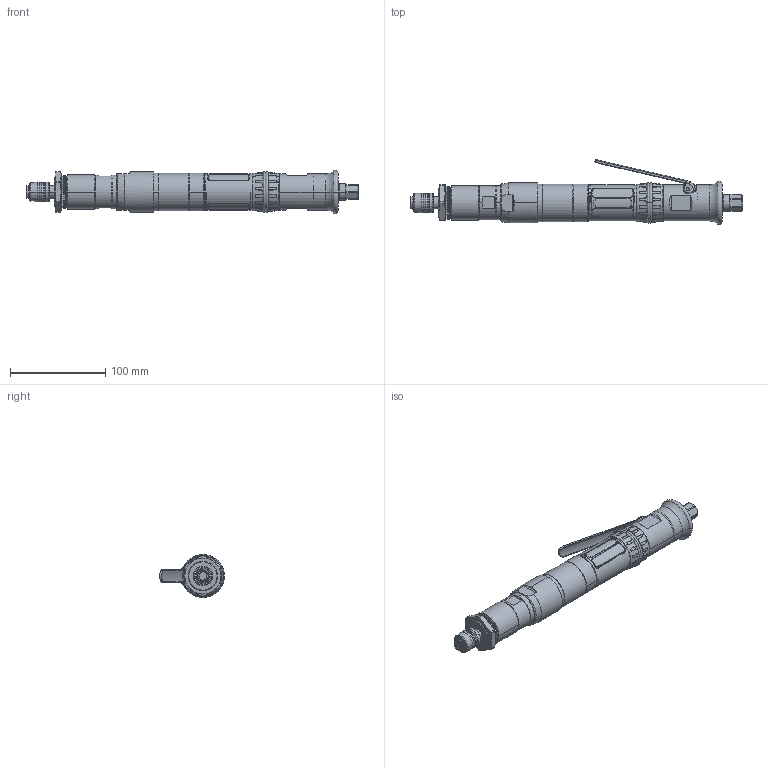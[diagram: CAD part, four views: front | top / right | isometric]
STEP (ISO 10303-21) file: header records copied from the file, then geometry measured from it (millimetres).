
FILE_DESCRIPTION((''),'2;1');
FILE_NAME('AA23LB-11','2010-08-27T',('FDR0718'),(''),'PRO/ENGINEER BY PARAMETRIC TECHNOLOGY CORPORATION, 2005030','PRO/ENGINEER BY PARAMETRIC TECHNOLOGY CORPORATION, 2005030','');
FILE_SCHEMA(('CONFIG_CONTROL_DESIGN'));
Products named in the file (1): AA23LB-11
Bounding box: 349.4 x 68.33 x 45.42 mm (x, y, z)
Volume: 171783 mm3; surface area: 119457.4 mm2
Topology: 6 solids, 6 shells, 1846 faces, 5007 edges, 3212 vertices
Faces by surface type: plane 706, cylinder 672, cone 192, torus 120, bspline 108, extrusion 48
Entity records: 103975 total; most frequent: CARTESIAN_POINT 58943, ORIENTED_EDGE 10006, DIRECTION 8774, EDGE_CURVE 5003, AXIS2_PLACEMENT_3D 3412, VERTEX_POINT 3212, VECTOR 1950, EDGE_LOOP 1941
